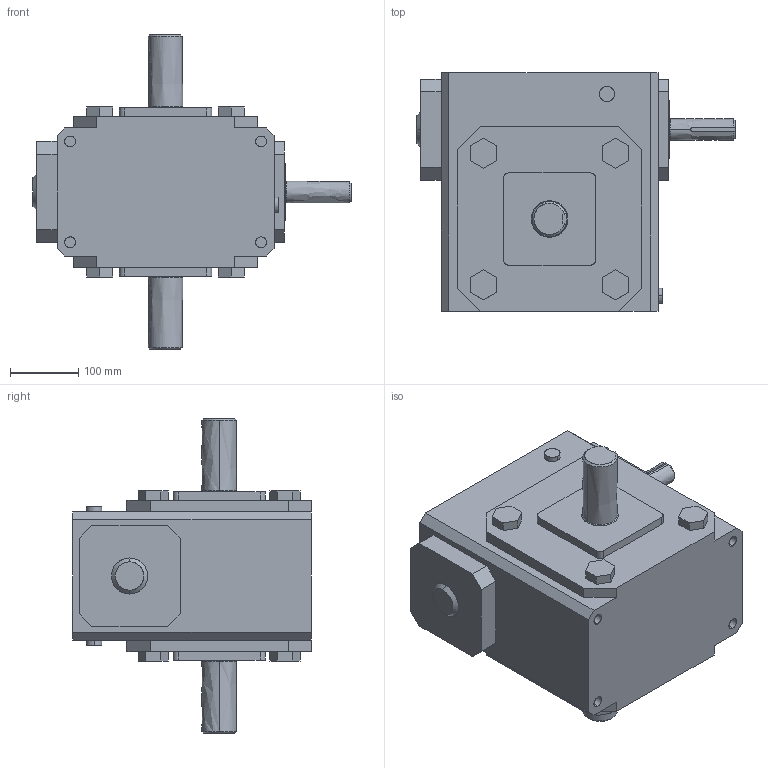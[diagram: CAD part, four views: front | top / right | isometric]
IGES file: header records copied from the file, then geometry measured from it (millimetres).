
Start section: SolidWorks IGES file using analytic representation for surfaces
Global section: file name: 51DEFAU08131121203523.igs; native system: SolidWorks 2007; preprocessor: SolidWorks 2007; author: partstream; date: 070813.112116; units: millimetre
Bounding box: 465.7 x 349.25 x 460.25 mm (x, y, z)
Surface area: 605336.2 mm2 (no closed solid volume)
Topology: 0 solids, 0 shells, 191 faces, 2231 edges, 2244 vertices
Faces by surface type: bspline 137, revolution 54
